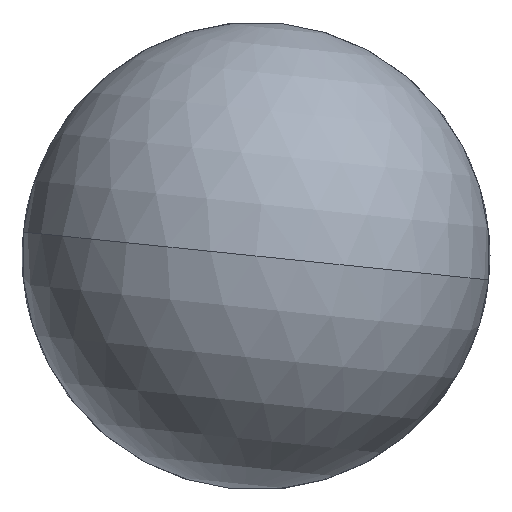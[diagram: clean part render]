
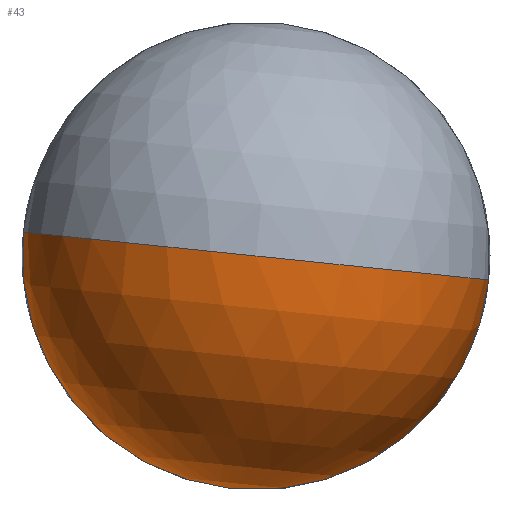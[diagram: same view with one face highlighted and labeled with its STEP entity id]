
A CAD part, front view. The second image highlights one B-rep face of the part: STEP entity #43.
In plain terms, the highlighted spherical face has radius 1 mm.
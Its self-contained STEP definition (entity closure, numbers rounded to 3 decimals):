
#5 = VERTEX_POINT ( 'NONE', #250 ) ;
#7 = VERTEX_POINT ( 'NONE', #224 ) ;
#16 = DIRECTION ( 'NONE',  ( 1., 0., 0. ) ) ;
#17 = DIRECTION ( 'NONE',  ( 0., 0., -1. ) ) ;
#31 = AXIS2_PLACEMENT_3D ( 'NONE', #139, #68, #332 ) ;
#37 = ORIENTED_EDGE ( 'NONE', *, *, #55, .F. ) ;
#43 = ADVANCED_FACE ( 'NONE', ( #369 ), #357, .T. ) ;
#44 = CARTESIAN_POINT ( 'NONE',  ( 0., 0., 0. ) ) ;
#49 = EDGE_CURVE ( 'NONE', #72, #154, #316, .T. ) ;
#55 = EDGE_CURVE ( 'NONE', #7, #72, #326, .T. ) ;
#68 = DIRECTION ( 'NONE',  ( 0., 1., 0. ) ) ;
#72 = VERTEX_POINT ( 'NONE', #284 ) ;
#74 = CARTESIAN_POINT ( 'NONE',  ( 0., 0., 0. ) ) ;
#90 = EDGE_CURVE ( 'NONE', #154, #5, #232, .T. ) ;
#105 = DIRECTION ( 'NONE',  ( 0., 1., 0. ) ) ;
#108 = DIRECTION ( 'NONE',  ( 0., 0., -1. ) ) ;
#124 = AXIS2_PLACEMENT_3D ( 'NONE', #44, #278, #16 ) ;
#139 = CARTESIAN_POINT ( 'NONE',  ( 0., 0., 0. ) ) ;
#154 = VERTEX_POINT ( 'NONE', #262 ) ;
#158 = DIRECTION ( 'NONE',  ( 1., 0., 0. ) ) ;
#183 = AXIS2_PLACEMENT_3D ( 'NONE', #74, #17, #194 ) ;
#192 = CARTESIAN_POINT ( 'NONE',  ( 0., 0., 0. ) ) ;
#194 = DIRECTION ( 'NONE',  ( -1., 0., 0. ) ) ;
#213 = EDGE_LOOP ( 'NONE', ( #37, #242, #261, #356 ) ) ;
#222 = CARTESIAN_POINT ( 'NONE',  ( 0., 0., 0. ) ) ;
#224 = CARTESIAN_POINT ( 'NONE',  ( 0., -1., 0. ) ) ;
#232 = CIRCLE ( 'NONE', #31, 1. ) ;
#242 = ORIENTED_EDGE ( 'NONE', *, *, #322, .T. ) ;
#249 = AXIS2_PLACEMENT_3D ( 'NONE', #192, #108, #158 ) ;
#250 = CARTESIAN_POINT ( 'NONE',  ( 1., 0., 0. ) ) ;
#261 = ORIENTED_EDGE ( 'NONE', *, *, #90, .F. ) ;
#262 = CARTESIAN_POINT ( 'NONE',  ( 0., 0., 1. ) ) ;
#278 = DIRECTION ( 'NONE',  ( 0., 0., 1. ) ) ;
#284 = CARTESIAN_POINT ( 'NONE',  ( -1., 0., 0. ) ) ;
#299 = CIRCLE ( 'NONE', #124, 1. ) ;
#316 = CIRCLE ( 'NONE', #347, 1. ) ;
#322 = EDGE_CURVE ( 'NONE', #7, #5, #299, .T. ) ;
#326 = CIRCLE ( 'NONE', #183, 1. ) ;
#332 = DIRECTION ( 'NONE',  ( -1., 0., 0. ) ) ;
#333 = DIRECTION ( 'NONE',  ( -1., 0., 0. ) ) ;
#347 = AXIS2_PLACEMENT_3D ( 'NONE', #222, #105, #333 ) ;
#356 = ORIENTED_EDGE ( 'NONE', *, *, #49, .F. ) ;
#357 = SPHERICAL_SURFACE ( 'NONE', #249, 1. ) ;
#369 = FACE_OUTER_BOUND ( 'NONE', #213, .T. ) ;
